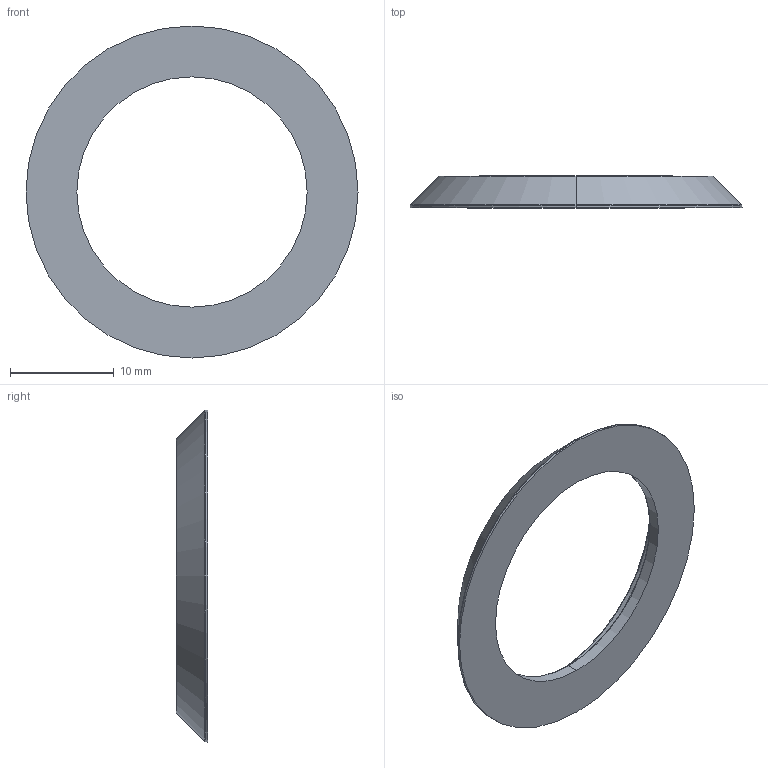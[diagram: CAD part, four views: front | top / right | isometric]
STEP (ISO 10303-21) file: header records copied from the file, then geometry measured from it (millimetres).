
FILE_DESCRIPTION (( 'STEP AP203' ), '1' );
FILE_NAME ('BZL722-x.STEP', '2019-05-14T21:50:03', ( '' ), ( '' ), 'SwSTEP 2.0', 'SolidWorks 2018', '' );
FILE_SCHEMA (( 'CONFIG_CONTROL_DESIGN' ));
Length unit declared in the file: inch
Products named in the file (1): BZL722-x
Bounding box: 32 x 3.05 x 32 mm (x, y, z)
Volume: 650.5 mm3; surface area: 1180.9 mm2
Topology: 1 solids, 1 shells, 21 faces, 42 edges, 24 vertices
Faces by surface type: torus 10, cone 8, plane 3
Entity records: 637 total; most frequent: DIRECTION 120, CARTESIAN_POINT 88, ORIENTED_EDGE 84, AXIS2_PLACEMENT_3D 56, EDGE_CURVE 42, CIRCLE 34, EDGE_LOOP 24, VERTEX_POINT 24
